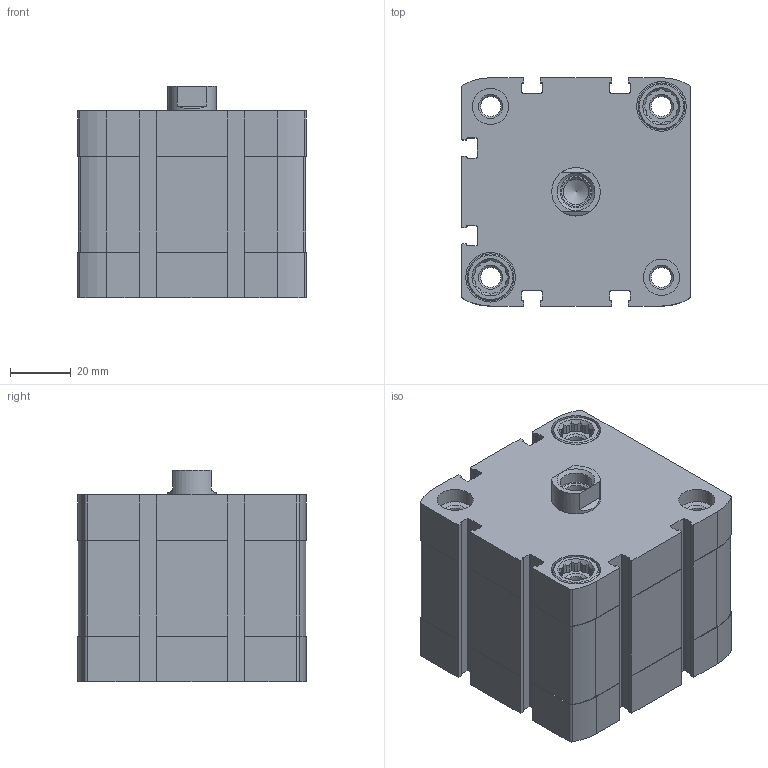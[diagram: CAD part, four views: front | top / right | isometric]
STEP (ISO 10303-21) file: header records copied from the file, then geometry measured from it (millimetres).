
FILE_DESCRIPTION(/* description */ ('STEP AP214'),/* implementation_level */ '2;1');
FILE_NAME(/* name */ '557146_ADN-2_1_2-1_2-I-P-A',/* time_stamp */ '2024-07-30T16:32:56+02:00',/* author */ ('License CC BY-ND 4.0'),/* organization */ ('CADENAS'),/* preprocessor_version */ 'ST-DEVELOPER v19.3',/* originating_system */ 'PARTsolutions',/* authorisation */ ' ');
FILE_SCHEMA (('AUTOMOTIVE_DESIGN {1 0 10303 214 3 1 1}'));
Length unit declared in the file: millimetre
Products named in the file (3): 557146 ADN-2 1/2"-1/2"-I-P-A--(0.50); 557146 ADN-0.5_(HS); 557146 ADN-0.5-I_(PS)
Assembly tree (2 placements, depth 2):
  557146 ADN-2 1/2"-1/2"-I-P-A--(0.50)
    557146 ADN-0.5_(HS)
    557146 ADN-0.5-I_(PS)
Bounding box: 75.5 x 75.5 x 69.8 mm (x, y, z)
Volume: 283765.1 mm3; surface area: 67616.5 mm2
Topology: 2 solids, 2 shells, 405 faces, 1071 edges, 701 vertices
Faces by surface type: plane 219, cylinder 163, cone 23
Full cylindrical faces by diameter (mm): 6.647 x8, 7 x4, 8.379 x1, 10.5 x1, 12 x5, 15.5 x4, 16 x2, 16.4 x4, 63.5 x2
Entity records: 12415 total; most frequent: CARTESIAN_POINT 2399, DIRECTION 2082, ORIENTED_EDGE 2018, EDGE_CURVE 1009, AXIS2_PLACEMENT_3D 761, VERTEX_POINT 694, LINE 560, VECTOR 560
